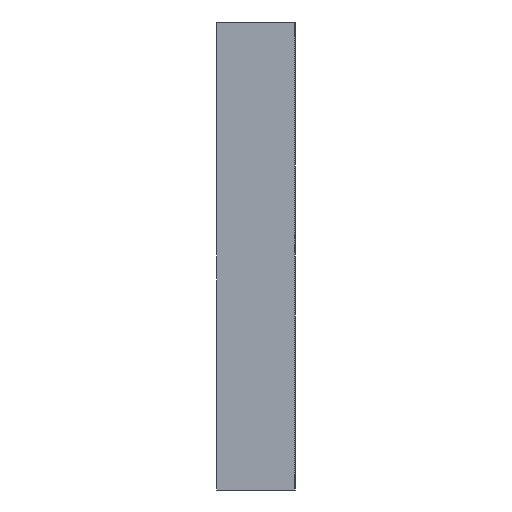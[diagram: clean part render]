
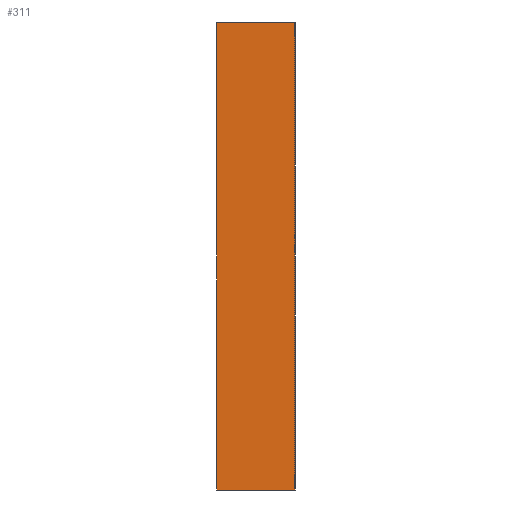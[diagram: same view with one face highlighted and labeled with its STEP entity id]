
A CAD part, left-side view. The second image highlights one B-rep face of the part: STEP entity #311.
In plain terms, the highlighted planar face has unit normal (-1, 0, 0).
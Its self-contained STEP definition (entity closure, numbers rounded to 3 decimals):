
#16 = CARTESIAN_POINT ( 'NONE',  ( -132.5, -5., -15. ) ) ;
#20 = CARTESIAN_POINT ( 'NONE',  ( -132.5, -5., -15. ) ) ;
#23 = EDGE_CURVE ( 'NONE', #286, #332, #146, .T. ) ;
#34 = AXIS2_PLACEMENT_3D ( 'NONE', #153, #287, #382 ) ;
#71 = EDGE_CURVE ( 'NONE', #308, #270, #205, .T. ) ;
#83 = ORIENTED_EDGE ( 'NONE', *, *, #285, .F. ) ;
#100 = CARTESIAN_POINT ( 'NONE',  ( -132.5, 0., 15. ) ) ;
#109 = DIRECTION ( 'NONE',  ( 0., 1., 0. ) ) ;
#112 = VECTOR ( 'NONE', #109, 1000. ) ;
#116 = EDGE_LOOP ( 'NONE', ( #322, #83, #361, #294 ) ) ;
#146 = LINE ( 'NONE', #185, #213 ) ;
#151 = CARTESIAN_POINT ( 'NONE',  ( -132.5, 0., -15. ) ) ;
#153 = CARTESIAN_POINT ( 'NONE',  ( -132.5, -5., 15. ) ) ;
#185 = CARTESIAN_POINT ( 'NONE',  ( -132.5, -5., 15. ) ) ;
#188 = FACE_OUTER_BOUND ( 'NONE', #116, .T. ) ;
#205 = LINE ( 'NONE', #100, #293 ) ;
#211 = LINE ( 'NONE', #16, #280 ) ;
#213 = VECTOR ( 'NONE', #279, 1000. ) ;
#231 = DIRECTION ( 'NONE',  ( 0., 0., 1. ) ) ;
#234 = EDGE_CURVE ( 'NONE', #332, #270, #335, .T. ) ;
#246 = CARTESIAN_POINT ( 'NONE',  ( -132.5, 0., 15. ) ) ;
#270 = VERTEX_POINT ( 'NONE', #246 ) ;
#279 = DIRECTION ( 'NONE',  ( 0., 0., 1. ) ) ;
#280 = VECTOR ( 'NONE', #310, 1000. ) ;
#285 = EDGE_CURVE ( 'NONE', #286, #308, #211, .T. ) ;
#286 = VERTEX_POINT ( 'NONE', #20 ) ;
#287 = DIRECTION ( 'NONE',  ( -1., 0., 0. ) ) ;
#293 = VECTOR ( 'NONE', #231, 1000. ) ;
#294 = ORIENTED_EDGE ( 'NONE', *, *, #234, .T. ) ;
#308 = VERTEX_POINT ( 'NONE', #151 ) ;
#310 = DIRECTION ( 'NONE',  ( 0., 1., 0. ) ) ;
#311 = ADVANCED_FACE ( 'NONE', ( #188 ), #385, .T. ) ;
#317 = CARTESIAN_POINT ( 'NONE',  ( -132.5, -5., 15. ) ) ;
#322 = ORIENTED_EDGE ( 'NONE', *, *, #71, .F. ) ;
#332 = VERTEX_POINT ( 'NONE', #317 ) ;
#335 = LINE ( 'NONE', #373, #112 ) ;
#361 = ORIENTED_EDGE ( 'NONE', *, *, #23, .T. ) ;
#373 = CARTESIAN_POINT ( 'NONE',  ( -132.5, -5., 15. ) ) ;
#382 = DIRECTION ( 'NONE',  ( 0., 0., 1. ) ) ;
#385 = PLANE ( 'NONE',  #34 ) ;
